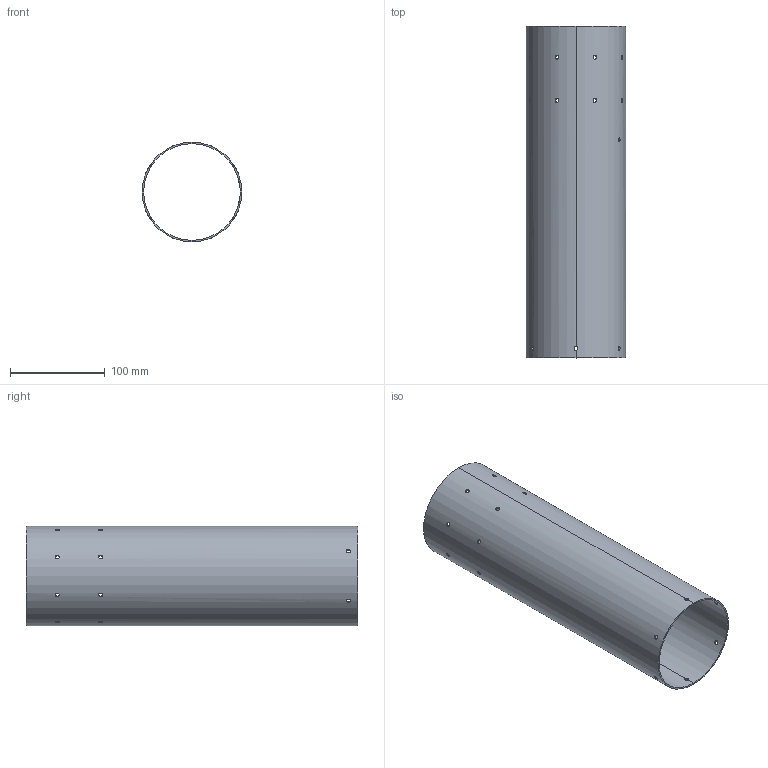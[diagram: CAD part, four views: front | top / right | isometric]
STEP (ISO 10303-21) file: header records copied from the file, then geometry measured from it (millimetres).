
FILE_DESCRIPTION (( 'STEP AP203' ), '1' );
FILE_NAME ('礱闃襜碭嶱闅鼫獥22_06_2023.STEP', '2023-11-13T12:48:37', ( 'Sofia' ), ( 'HP' ), 'SwSTEP 2.0', 'SolidWorks 2023', '' );
FILE_SCHEMA (( 'CONFIG_CONTROL_DESIGN' ));
Length unit declared in the file: millimetre
Products named in the file (1): хвостовой_отсек_22_06_2023
Bounding box: 105 x 350 x 105 mm (x, y, z)
Volume: 170186.7 mm3; surface area: 228386 mm2
Topology: 1 solids, 1 shells, 56 faces, 174 edges, 116 vertices
Faces by surface type: cylinder 54, plane 2
Entity records: 4779 total; most frequent: CARTESIAN_POINT 3255, ORIENTED_EDGE 348, DIRECTION 188, EDGE_CURVE 174, VERTEX_POINT 116, B_SPLINE_CURVE_WITH_KNOTS 108, EDGE_LOOP 104, AXIS2_PLACEMENT_3D 65
